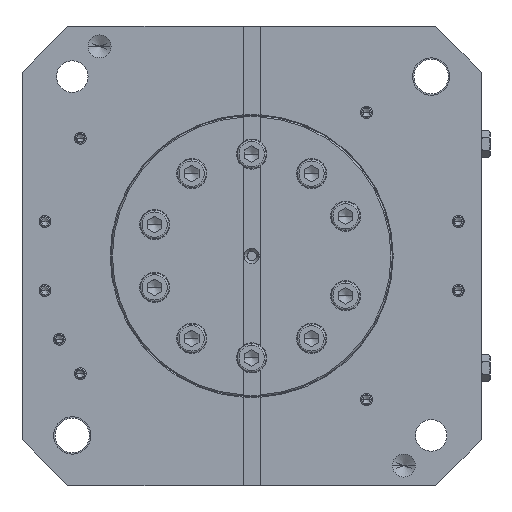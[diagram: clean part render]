
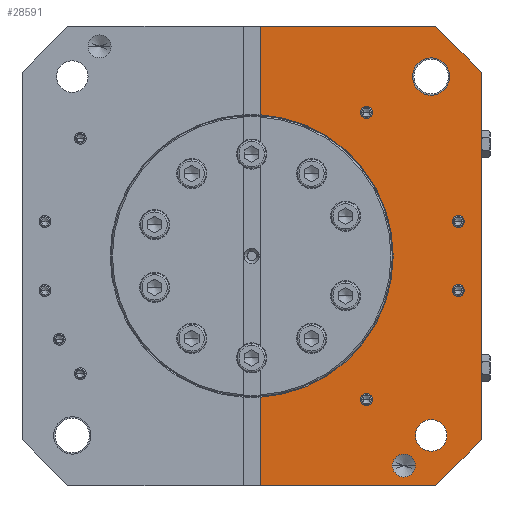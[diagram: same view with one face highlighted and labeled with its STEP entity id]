
A CAD part, front view. The second image highlights one B-rep face of the part: STEP entity #28591.
In plain terms, the highlighted planar face has unit normal (0, -1, 0).
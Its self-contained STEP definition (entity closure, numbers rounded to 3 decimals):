
#20973=CARTESIAN_POINT('',(0.,0.,0.));
#20974=DIRECTION('',(0.,-1.,0.));
#20975=DIRECTION('',(-1.,0.,0.));
#20976=AXIS2_PLACEMENT_3D('',#20973,#20974,#20975);
#20981=DIRECTION('',(-1.,0.,0.));
#20982=VECTOR('',#20981,61.);
#20983=CARTESIAN_POINT('',(-3.,0.,-80.));
#20984=LINE('',#20983,#20982);
#20988=DIRECTION('',(-0.707,0.,0.707));
#20989=VECTOR('',#20988,22.627);
#20990=CARTESIAN_POINT('',(-64.,0.,-80.));
#20991=LINE('',#20990,#20989);
#20995=DIRECTION('',(0.,0.,1.));
#20996=VECTOR('',#20995,128.);
#20997=CARTESIAN_POINT('',(-80.,0.,-64.));
#20998=LINE('',#20997,#20996);
#21002=DIRECTION('',(0.707,0.,0.707));
#21003=VECTOR('',#21002,22.627);
#21004=CARTESIAN_POINT('',(-80.,0.,64.));
#21005=LINE('',#21004,#21003);
#21009=DIRECTION('',(1.,0.,0.));
#21010=VECTOR('',#21009,61.);
#21011=CARTESIAN_POINT('',(-64.,0.,80.));
#21012=LINE('',#21011,#21010);
#21016=CARTESIAN_POINT('',(0.,0.,0.));
#21017=DIRECTION('',(0.,-1.,0.));
#21018=DIRECTION('',(-0.061,0.,0.998));
#21019=AXIS2_PLACEMENT_3D('',#21016,#21017,#21018);
#21024=CARTESIAN_POINT('',(-62.5,0.,62.5));
#21025=DIRECTION('',(0.,-1.,0.));
#21026=DIRECTION('',(1.,0.,0.));
#21027=AXIS2_PLACEMENT_3D('',#21024,#21025,#21026);
#21032=CARTESIAN_POINT('',(-62.5,0.,62.5));
#21033=DIRECTION('',(0.,-1.,0.));
#21034=DIRECTION('',(-1.,0.,0.));
#21035=AXIS2_PLACEMENT_3D('',#21032,#21033,#21034);
#21040=CARTESIAN_POINT('',(-62.5,0.,-62.5));
#21041=DIRECTION('',(0.,-1.,0.));
#21042=DIRECTION('',(1.,0.,0.));
#21043=AXIS2_PLACEMENT_3D('',#21040,#21041,#21042);
#21048=CARTESIAN_POINT('',(-62.5,0.,-62.5));
#21049=DIRECTION('',(0.,-1.,0.));
#21050=DIRECTION('',(-1.,0.,0.));
#21051=AXIS2_PLACEMENT_3D('',#21048,#21049,#21050);
#21056=CARTESIAN_POINT('',(-53.,0.,73.));
#21057=DIRECTION('',(0.,-1.,0.));
#21058=DIRECTION('',(1.,0.,0.));
#21059=AXIS2_PLACEMENT_3D('',#21056,#21057,#21058);
#21064=CARTESIAN_POINT('',(-53.,0.,73.));
#21065=DIRECTION('',(0.,-1.,0.));
#21066=DIRECTION('',(-1.,0.,0.));
#21067=AXIS2_PLACEMENT_3D('',#21064,#21065,#21066);
#21072=CARTESIAN_POINT('',(-40.,0.,-50.));
#21073=DIRECTION('',(0.,-1.,0.));
#21074=DIRECTION('',(1.,0.,0.));
#21075=AXIS2_PLACEMENT_3D('',#21072,#21073,#21074);
#21080=CARTESIAN_POINT('',(-40.,0.,-50.));
#21081=DIRECTION('',(0.,-1.,0.));
#21082=DIRECTION('',(-1.,0.,0.));
#21083=AXIS2_PLACEMENT_3D('',#21080,#21081,#21082);
#21088=CARTESIAN_POINT('',(-40.,0.,50.));
#21089=DIRECTION('',(0.,-1.,0.));
#21090=DIRECTION('',(1.,0.,0.));
#21091=AXIS2_PLACEMENT_3D('',#21088,#21089,#21090);
#21096=CARTESIAN_POINT('',(-40.,0.,50.));
#21097=DIRECTION('',(0.,-1.,0.));
#21098=DIRECTION('',(-1.,0.,0.));
#21099=AXIS2_PLACEMENT_3D('',#21096,#21097,#21098);
#21104=CARTESIAN_POINT('',(-72.,0.,-12.));
#21105=DIRECTION('',(0.,-1.,0.));
#21106=DIRECTION('',(1.,0.,0.));
#21107=AXIS2_PLACEMENT_3D('',#21104,#21105,#21106);
#21112=CARTESIAN_POINT('',(-72.,0.,-12.));
#21113=DIRECTION('',(0.,-1.,0.));
#21114=DIRECTION('',(-1.,0.,0.));
#21115=AXIS2_PLACEMENT_3D('',#21112,#21113,#21114);
#21120=CARTESIAN_POINT('',(-72.,0.,12.));
#21121=DIRECTION('',(0.,-1.,0.));
#21122=DIRECTION('',(1.,0.,0.));
#21123=AXIS2_PLACEMENT_3D('',#21120,#21121,#21122);
#21128=CARTESIAN_POINT('',(-72.,0.,12.));
#21129=DIRECTION('',(0.,-1.,0.));
#21130=DIRECTION('',(-1.,0.,0.));
#21131=AXIS2_PLACEMENT_3D('',#21128,#21129,#21130);
#21136=CARTESIAN_POINT('',(-3.001,0.,
-49.197));
#21153=DIRECTION('',(0.,0.,1.));
#21154=VECTOR('',#21153,30.803);
#21155=CARTESIAN_POINT('',(-3.,0.,-80.));
#21156=LINE('',#21155,#21154);
#22688=DIRECTION('',(0.,0.,1.));
#22689=VECTOR('',#22688,30.803);
#22690=CARTESIAN_POINT('',(-3.001,0.,
49.197));
#22691=LINE('',#22690,#22689);
#26413=VERTEX_POINT('',#21136);
#26414=CARTESIAN_POINT('',(-49.289,0.,0.));
#26415=VERTEX_POINT('',#26414);
#26520=CARTESIAN_POINT('',(-3.001,0.,
49.197));
#26521=VERTEX_POINT('',#26520);
#26525=CARTESIAN_POINT('',(-3.,0.,-80.));
#26526=VERTEX_POINT('',#26525);
#26527=CARTESIAN_POINT('',(-64.,0.,-80.));
#26528=VERTEX_POINT('',#26527);
#26529=CARTESIAN_POINT('',(-80.,0.,-64.));
#26530=VERTEX_POINT('',#26529);
#26531=CARTESIAN_POINT('',(-80.,0.,64.));
#26532=VERTEX_POINT('',#26531);
#26533=CARTESIAN_POINT('',(-64.,0.,80.));
#26534=VERTEX_POINT('',#26533);
#26535=CARTESIAN_POINT('',(-3.,0.,80.));
#26536=VERTEX_POINT('',#26535);
#26537=CARTESIAN_POINT('',(-57.,0.,62.5));
#26538=CARTESIAN_POINT('',(-68.,0.,62.5));
#26539=VERTEX_POINT('',#26537);
#26540=VERTEX_POINT('',#26538);
#26541=CARTESIAN_POINT('',(-56.,0.,-62.5));
#26542=CARTESIAN_POINT('',(-69.,0.,-62.5));
#26543=VERTEX_POINT('',#26541);
#26544=VERTEX_POINT('',#26542);
#26545=CARTESIAN_POINT('',(-49.,0.,73.));
#26546=CARTESIAN_POINT('',(-57.,0.,73.));
#26547=VERTEX_POINT('',#26545);
#26548=VERTEX_POINT('',#26546);
#26549=CARTESIAN_POINT('',(-37.933,0.,-50.));
#26550=CARTESIAN_POINT('',(-42.067,0.,-50.));
#26551=VERTEX_POINT('',#26549);
#26552=VERTEX_POINT('',#26550);
#26553=CARTESIAN_POINT('',(-37.933,0.,50.));
#26554=CARTESIAN_POINT('',(-42.067,0.,50.));
#26555=VERTEX_POINT('',#26553);
#26556=VERTEX_POINT('',#26554);
#26557=CARTESIAN_POINT('',(-69.933,0.,-12.));
#26558=CARTESIAN_POINT('',(-74.067,0.,-12.));
#26559=VERTEX_POINT('',#26557);
#26560=VERTEX_POINT('',#26558);
#26561=CARTESIAN_POINT('',(-69.933,0.,12.));
#26562=CARTESIAN_POINT('',(-74.067,0.,12.));
#26563=VERTEX_POINT('',#26561);
#26564=VERTEX_POINT('',#26562);
#28526=CARTESIAN_POINT('',(0.,0.,0.));
#28527=DIRECTION('',(0.,1.,0.));
#28528=DIRECTION('',(0.,0.,1.));
#28529=AXIS2_PLACEMENT_3D('',#28526,#28527,#28528);
#28530=PLANE('',#28529);
#28531=ORIENTED_EDGE('',*,*,#27565,.T.);
#28533=ORIENTED_EDGE('',*,*,#28532,.F.);
#28535=ORIENTED_EDGE('',*,*,#28534,.T.);
#28537=ORIENTED_EDGE('',*,*,#28536,.T.);
#28539=ORIENTED_EDGE('',*,*,#28538,.T.);
#28541=ORIENTED_EDGE('',*,*,#28540,.T.);
#28543=ORIENTED_EDGE('',*,*,#28542,.T.);
#28545=ORIENTED_EDGE('',*,*,#28544,.F.);
#28546=ORIENTED_EDGE('',*,*,#28506,.T.);
#28547=EDGE_LOOP('',(#28531,#28533,#28535,#28537,#28539,#28541,#28543,#28545,
#28546));
#28548=FACE_OUTER_BOUND('',#28547,.F.);
#28550=ORIENTED_EDGE('',*,*,#28549,.T.);
#28552=ORIENTED_EDGE('',*,*,#28551,.T.);
#28553=EDGE_LOOP('',(#28550,#28552));
#28554=FACE_BOUND('',#28553,.F.);
#28556=ORIENTED_EDGE('',*,*,#28555,.T.);
#28558=ORIENTED_EDGE('',*,*,#28557,.T.);
#28559=EDGE_LOOP('',(#28556,#28558));
#28560=FACE_BOUND('',#28559,.F.);
#28562=ORIENTED_EDGE('',*,*,#28561,.T.);
#28564=ORIENTED_EDGE('',*,*,#28563,.T.);
#28565=EDGE_LOOP('',(#28562,#28564));
#28566=FACE_BOUND('',#28565,.F.);
#28568=ORIENTED_EDGE('',*,*,#28567,.T.);
#28570=ORIENTED_EDGE('',*,*,#28569,.T.);
#28571=EDGE_LOOP('',(#28568,#28570));
#28572=FACE_BOUND('',#28571,.F.);
#28574=ORIENTED_EDGE('',*,*,#28573,.T.);
#28576=ORIENTED_EDGE('',*,*,#28575,.T.);
#28577=EDGE_LOOP('',(#28574,#28576));
#28578=FACE_BOUND('',#28577,.F.);
#28580=ORIENTED_EDGE('',*,*,#28579,.T.);
#28582=ORIENTED_EDGE('',*,*,#28581,.T.);
#28583=EDGE_LOOP('',(#28580,#28582));
#28584=FACE_BOUND('',#28583,.F.);
#28586=ORIENTED_EDGE('',*,*,#28585,.T.);
#28588=ORIENTED_EDGE('',*,*,#28587,.T.);
#28589=EDGE_LOOP('',(#28586,#28588));
#28590=FACE_BOUND('',#28589,.F.);
#20977=CIRCLE('',#20976,49.289);
#21020=CIRCLE('',#21019,49.289);
#21028=CIRCLE('',#21027,5.5);
#21036=CIRCLE('',#21035,5.5);
#21044=CIRCLE('',#21043,6.5);
#21052=CIRCLE('',#21051,6.5);
#21060=CIRCLE('',#21059,4.);
#21068=CIRCLE('',#21067,4.);
#21076=CIRCLE('',#21075,2.067);
#21084=CIRCLE('',#21083,2.067);
#21092=CIRCLE('',#21091,2.067);
#21100=CIRCLE('',#21099,2.067);
#21108=CIRCLE('',#21107,2.067);
#21116=CIRCLE('',#21115,2.067);
#21124=CIRCLE('',#21123,2.067);
#21132=CIRCLE('',#21131,2.067);
#27565=EDGE_CURVE('',#26415,#26413,#20977,.T.);
#28506=EDGE_CURVE('',#26521,#26415,#21020,.T.);
#28532=EDGE_CURVE('',#26526,#26413,#21156,.T.);
#28534=EDGE_CURVE('',#26526,#26528,#20984,.T.);
#28536=EDGE_CURVE('',#26528,#26530,#20991,.T.);
#28538=EDGE_CURVE('',#26530,#26532,#20998,.T.);
#28540=EDGE_CURVE('',#26532,#26534,#21005,.T.);
#28542=EDGE_CURVE('',#26534,#26536,#21012,.T.);
#28544=EDGE_CURVE('',#26521,#26536,#22691,.T.);
#28549=EDGE_CURVE('',#26539,#26540,#21028,.T.);
#28551=EDGE_CURVE('',#26540,#26539,#21036,.T.);
#28555=EDGE_CURVE('',#26543,#26544,#21044,.T.);
#28557=EDGE_CURVE('',#26544,#26543,#21052,.T.);
#28561=EDGE_CURVE('',#26547,#26548,#21060,.T.);
#28563=EDGE_CURVE('',#26548,#26547,#21068,.T.);
#28567=EDGE_CURVE('',#26551,#26552,#21076,.T.);
#28569=EDGE_CURVE('',#26552,#26551,#21084,.T.);
#28573=EDGE_CURVE('',#26555,#26556,#21092,.T.);
#28575=EDGE_CURVE('',#26556,#26555,#21100,.T.);
#28579=EDGE_CURVE('',#26559,#26560,#21108,.T.);
#28581=EDGE_CURVE('',#26560,#26559,#21116,.T.);
#28585=EDGE_CURVE('',#26563,#26564,#21124,.T.);
#28587=EDGE_CURVE('',#26564,#26563,#21132,.T.);
#28591=ADVANCED_FACE('',(#28548,#28554,#28560,#28566,#28572,#28578,#28584,
#28590),#28530,.F.);
